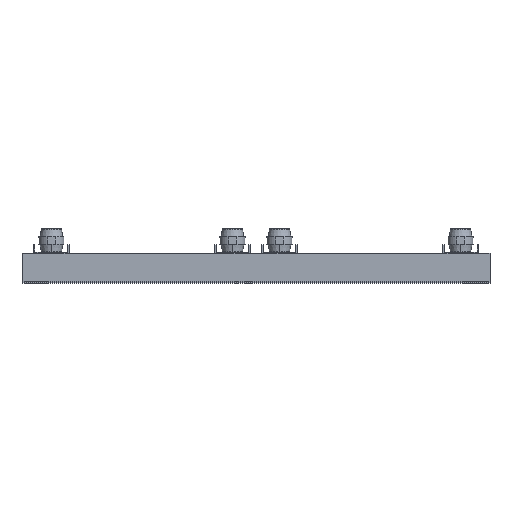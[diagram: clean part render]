
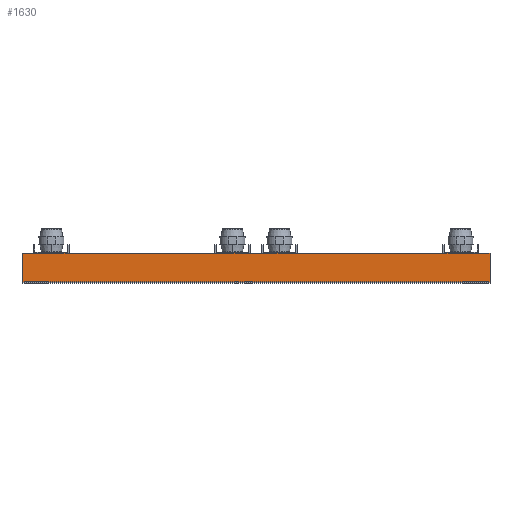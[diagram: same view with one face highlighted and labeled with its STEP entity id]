
A CAD part, top view. The second image highlights one B-rep face of the part: STEP entity #1630.
In plain terms, the highlighted planar face has unit normal (0, 0, 1).
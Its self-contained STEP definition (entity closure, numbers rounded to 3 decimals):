
#30 = ORIENTED_EDGE ( 'NONE', *, *, #10496, .F. ) ;
#272 = ORIENTED_EDGE ( 'NONE', *, *, #947, .F. ) ;
#493 = DIRECTION ( 'NONE',  ( 1., 0., 0. ) ) ;
#538 = CARTESIAN_POINT ( 'NONE',  ( 846., 2., -24. ) ) ;
#683 = AXIS2_PLACEMENT_3D ( 'NONE', #538, #5714, #12706 ) ;
#701 = EDGE_CURVE ( 'NONE', #10187, #11278, #10539, .T. ) ;
#734 = CARTESIAN_POINT ( 'NONE',  ( 50., 2., -24. ) ) ;
#770 = VERTEX_POINT ( 'NONE', #12278 ) ;
#947 = EDGE_CURVE ( 'NONE', #1343, #10187, #2618, .T. ) ;
#1065 = CARTESIAN_POINT ( 'NONE',  ( 458., 50., -24. ) ) ;
#1194 = ORIENTED_EDGE ( 'NONE', *, *, #8967, .F. ) ;
#1243 = VERTEX_POINT ( 'NONE', #9036 ) ;
#1255 = DIRECTION ( 'NONE',  ( 1., 0., 0. ) ) ;
#1283 = CARTESIAN_POINT ( 'NONE',  ( 50., 50., -24. ) ) ;
#1343 = VERTEX_POINT ( 'NONE', #1065 ) ;
#1630 = ADVANCED_FACE ( 'NONE', ( #13150 ), #4668, .T. ) ;
#1781 = VERTEX_POINT ( 'NONE', #8033 ) ;
#1861 = CARTESIAN_POINT ( 'NONE',  ( 50., 2., -24. ) ) ;
#1998 = CARTESIAN_POINT ( 'NONE',  ( 826., 50., -24. ) ) ;
#2146 = LINE ( 'NONE', #9553, #4555 ) ;
#2452 = DIRECTION ( 'NONE',  ( 1., 0., 0. ) ) ;
#2478 = VERTEX_POINT ( 'NONE', #2669 ) ;
#2618 = LINE ( 'NONE', #12511, #7394 ) ;
#2669 = CARTESIAN_POINT ( 'NONE',  ( 70., 50., -24. ) ) ;
#2956 = VECTOR ( 'NONE', #9763, 1000. ) ;
#3084 = CARTESIAN_POINT ( 'NONE',  ( 518., 50., -24. ) ) ;
#3102 = CARTESIAN_POINT ( 'NONE',  ( 766., 50., -24. ) ) ;
#3225 = DIRECTION ( 'NONE',  ( 1., 0., 0. ) ) ;
#3283 = VECTOR ( 'NONE', #12976, 1000. ) ;
#3368 = VECTOR ( 'NONE', #11605, 1000. ) ;
#3411 = VECTOR ( 'NONE', #1255, 1000. ) ;
#3710 = CARTESIAN_POINT ( 'NONE',  ( 50., 50., -24. ) ) ;
#3749 = LINE ( 'NONE', #8103, #12402 ) ;
#3993 = VERTEX_POINT ( 'NONE', #5475 ) ;
#4248 = LINE ( 'NONE', #12667, #9937 ) ;
#4440 = ORIENTED_EDGE ( 'NONE', *, *, #6378, .T. ) ;
#4471 = CARTESIAN_POINT ( 'NONE',  ( 50., 50., -24. ) ) ;
#4555 = VECTOR ( 'NONE', #2452, 1000. ) ;
#4580 = DIRECTION ( 'NONE',  ( 1., 0., 0. ) ) ;
#4668 = PLANE ( 'NONE',  #683 ) ;
#4769 = EDGE_CURVE ( 'NONE', #11971, #5357, #9478, .T. ) ;
#4925 = EDGE_CURVE ( 'NONE', #11278, #11971, #2146, .T. ) ;
#5067 = EDGE_CURVE ( 'NONE', #1781, #2478, #10693, .T. ) ;
#5087 = DIRECTION ( 'NONE',  ( 0., 1., 0. ) ) ;
#5357 = VERTEX_POINT ( 'NONE', #6174 ) ;
#5475 = CARTESIAN_POINT ( 'NONE',  ( 378., 50., -24. ) ) ;
#5496 = DIRECTION ( 'NONE',  ( 1., 0., 0. ) ) ;
#5663 = DIRECTION ( 'NONE',  ( 1., 0., 0. ) ) ;
#5714 = DIRECTION ( 'NONE',  ( 0., 0., 1. ) ) ;
#5753 = ORIENTED_EDGE ( 'NONE', *, *, #4925, .F. ) ;
#6006 = LINE ( 'NONE', #1861, #3283 ) ;
#6174 = CARTESIAN_POINT ( 'NONE',  ( 846., 50., -24. ) ) ;
#6276 = CARTESIAN_POINT ( 'NONE',  ( 438., 50., -24. ) ) ;
#6378 = EDGE_CURVE ( 'NONE', #770, #5357, #3749, .T. ) ;
#6447 = VERTEX_POINT ( 'NONE', #6276 ) ;
#6497 = VECTOR ( 'NONE', #3225, 1000. ) ;
#6628 = CARTESIAN_POINT ( 'NONE',  ( 50., 2., -24. ) ) ;
#6936 = VECTOR ( 'NONE', #4580, 1000. ) ;
#6989 = ORIENTED_EDGE ( 'NONE', *, *, #4769, .F. ) ;
#7235 = EDGE_CURVE ( 'NONE', #2478, #1243, #7824, .T. ) ;
#7351 = EDGE_CURVE ( 'NONE', #6447, #1343, #9254, .T. ) ;
#7354 = CARTESIAN_POINT ( 'NONE',  ( 50., 50., -24. ) ) ;
#7394 = VECTOR ( 'NONE', #5496, 1000. ) ;
#7727 = ORIENTED_EDGE ( 'NONE', *, *, #5067, .F. ) ;
#7824 = LINE ( 'NONE', #7354, #3411 ) ;
#7868 = VECTOR ( 'NONE', #493, 1000. ) ;
#8033 = CARTESIAN_POINT ( 'NONE',  ( 50., 50., -24. ) ) ;
#8103 = CARTESIAN_POINT ( 'NONE',  ( 846., 2., -24. ) ) ;
#8488 = ORIENTED_EDGE ( 'NONE', *, *, #7235, .F. ) ;
#8736 = LINE ( 'NONE', #6628, #3368 ) ;
#8967 = EDGE_CURVE ( 'NONE', #10084, #1781, #8736, .T. ) ;
#9036 = CARTESIAN_POINT ( 'NONE',  ( 130., 50., -24. ) ) ;
#9254 = LINE ( 'NONE', #4471, #11596 ) ;
#9291 = CARTESIAN_POINT ( 'NONE',  ( 50., 50., -24. ) ) ;
#9328 = EDGE_LOOP ( 'NONE', ( #7727, #1194, #11867, #4440, #6989, #5753, #11874, #272, #10298, #9713, #30, #8488 ) ) ;
#9478 = LINE ( 'NONE', #9291, #6497 ) ;
#9553 = CARTESIAN_POINT ( 'NONE',  ( 846., 50., -24. ) ) ;
#9713 = ORIENTED_EDGE ( 'NONE', *, *, #10948, .F. ) ;
#9763 = DIRECTION ( 'NONE',  ( 1., 0., 0. ) ) ;
#9921 = LINE ( 'NONE', #11623, #6936 ) ;
#9937 = VECTOR ( 'NONE', #5663, 1000. ) ;
#10084 = VERTEX_POINT ( 'NONE', #734 ) ;
#10187 = VERTEX_POINT ( 'NONE', #3084 ) ;
#10298 = ORIENTED_EDGE ( 'NONE', *, *, #7351, .F. ) ;
#10496 = EDGE_CURVE ( 'NONE', #1243, #3993, #4248, .T. ) ;
#10539 = LINE ( 'NONE', #1283, #7868 ) ;
#10693 = LINE ( 'NONE', #3710, #2956 ) ;
#10948 = EDGE_CURVE ( 'NONE', #3993, #6447, #9921, .T. ) ;
#11278 = VERTEX_POINT ( 'NONE', #3102 ) ;
#11537 = DIRECTION ( 'NONE',  ( 1., 0., 0. ) ) ;
#11596 = VECTOR ( 'NONE', #11537, 1000. ) ;
#11605 = DIRECTION ( 'NONE',  ( 0., 1., 0. ) ) ;
#11623 = CARTESIAN_POINT ( 'NONE',  ( 50., 50., -24. ) ) ;
#11782 = EDGE_CURVE ( 'NONE', #10084, #770, #6006, .T. ) ;
#11867 = ORIENTED_EDGE ( 'NONE', *, *, #11782, .T. ) ;
#11874 = ORIENTED_EDGE ( 'NONE', *, *, #701, .F. ) ;
#11971 = VERTEX_POINT ( 'NONE', #1998 ) ;
#12278 = CARTESIAN_POINT ( 'NONE',  ( 846., 2., -24. ) ) ;
#12402 = VECTOR ( 'NONE', #5087, 1000. ) ;
#12511 = CARTESIAN_POINT ( 'NONE',  ( 846., 50., -24. ) ) ;
#12667 = CARTESIAN_POINT ( 'NONE',  ( 50., 50., -24. ) ) ;
#12706 = DIRECTION ( 'NONE',  ( 1., 0., 0. ) ) ;
#12976 = DIRECTION ( 'NONE',  ( 1., 0., 0. ) ) ;
#13150 = FACE_OUTER_BOUND ( 'NONE', #9328, .T. ) ;
